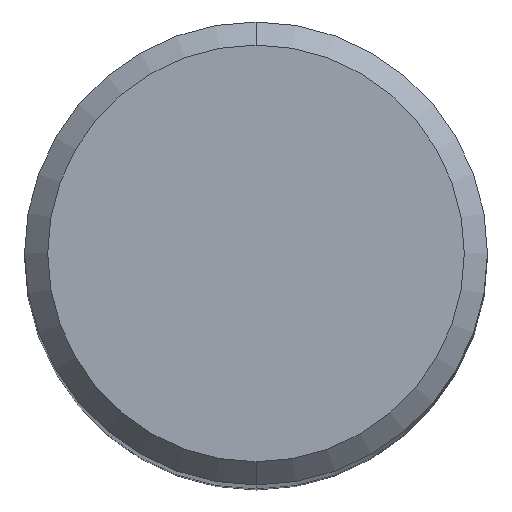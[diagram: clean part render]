
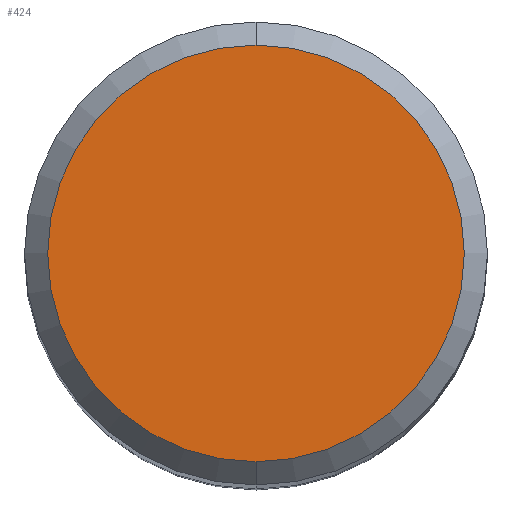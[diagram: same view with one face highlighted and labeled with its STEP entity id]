
A CAD part, top view. The second image highlights one B-rep face of the part: STEP entity #424.
In plain terms, the highlighted planar face has unit normal (0, 0, 1).
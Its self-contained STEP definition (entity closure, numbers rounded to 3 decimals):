
#236=VERTEX_POINT('',#543);
#328=VERTEX_POINT('',#645);
#344=EDGE_CURVE('',#236,#328,#662,.T.);
#350=EDGE_CURVE('',#328,#236,#668,.T.);
#424=ADVANCED_FACE('',(#750),#751,.T.);
#543=CARTESIAN_POINT('',(0.0,5.4,0.0));
#645=CARTESIAN_POINT('',(0.,-5.4,0.0));
#662=CIRCLE('',#1258,5.4);
#668=CIRCLE('',#1265,5.4);
#750=FACE_OUTER_BOUND('',#1406,.T.);
#751=PLANE('',#1407);
#1258=AXIS2_PLACEMENT_3D('',#1668,#1669,#1670);
#1265=AXIS2_PLACEMENT_3D('',#1671,#1672,#1673);
#1406=EDGE_LOOP('',(#1787,#1788));
#1407=AXIS2_PLACEMENT_3D('',#1789,#1790,#1791);
#1668=CARTESIAN_POINT('',(0.0,0.0,0.0));
#1669=DIRECTION('',(0.0,0.0,-1.0));
#1670=DIRECTION('',(0.0,1.0,0.0));
#1671=CARTESIAN_POINT('',(0.0,0.0,0.0));
#1672=DIRECTION('',(0.0,0.0,-1.0));
#1673=DIRECTION('',(0.0,1.0,0.0));
#1787=ORIENTED_EDGE('',*,*,#344,.F.);
#1788=ORIENTED_EDGE('',*,*,#350,.F.);
#1789=CARTESIAN_POINT('',(0.0,2.7,0.0));
#1790=DIRECTION('',(-0.0,0.0,1.0));
#1791=DIRECTION('',(0.0,-1.0,0.0));
